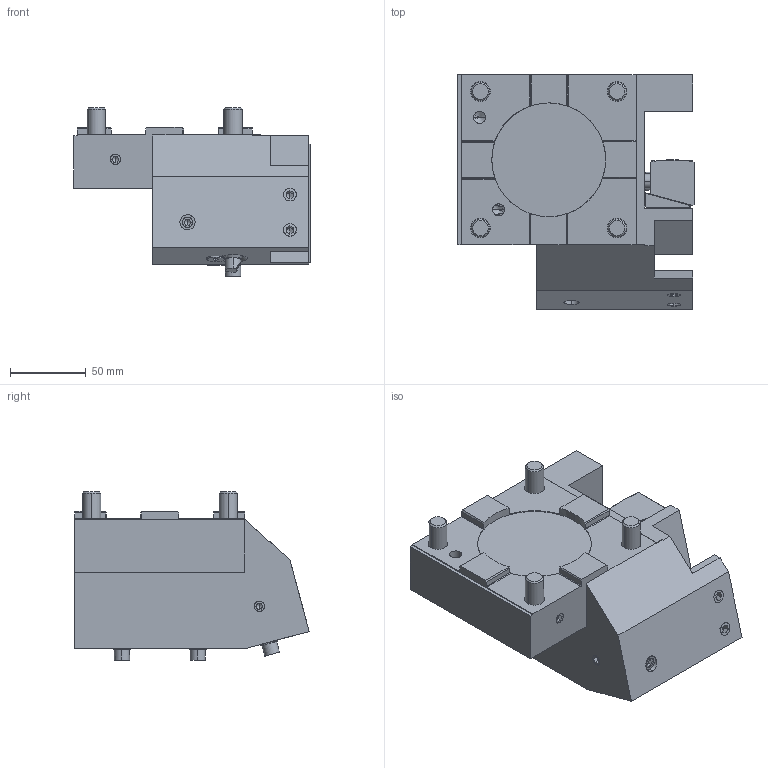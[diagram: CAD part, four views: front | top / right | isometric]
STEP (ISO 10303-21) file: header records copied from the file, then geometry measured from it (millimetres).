
FILE_DESCRIPTION (( 'STEP AP203' ), '1' );
FILE_NAME ('04-1159.STEP', '2023-11-21T17:07:17', ( '' ), ( '' ), 'SwSTEP 2.0', 'SolidWorks 2022', '' );
FILE_SCHEMA (( 'CONFIG_CONTROL_DESIGN' ));
Length unit declared in the file: inch
Products named in the file (1): 04-1159
Bounding box: 155.91 x 154.3 x 111.1 mm (x, y, z)
Surface area: 157178.2 mm2 (no closed solid volume)
Topology: 0 solids, 34 shells, 688 faces, 1747 edges, 1054 vertices
Faces by surface type: plane 354, cylinder 168, cone 142, bspline 24
Entity records: 22244 total; most frequent: CARTESIAN_POINT 6123, DIRECTION 3365, ORIENTED_EDGE 3246, EDGE_CURVE 1672, AXIS2_PLACEMENT_3D 1206, VERTEX_POINT 1054, VECTOR 953, LINE 953
